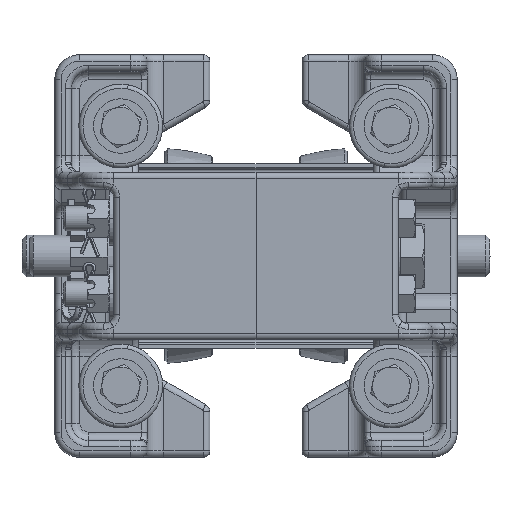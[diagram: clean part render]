
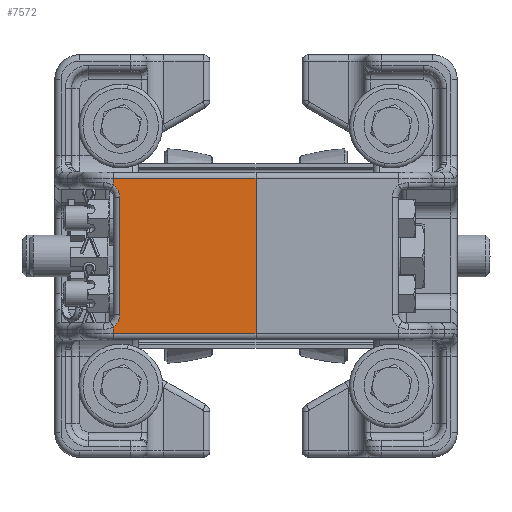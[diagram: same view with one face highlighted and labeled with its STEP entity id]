
A CAD part, front view. The second image highlights one B-rep face of the part: STEP entity #7572.
In plain terms, the highlighted planar face has unit normal (0, -1, 0).
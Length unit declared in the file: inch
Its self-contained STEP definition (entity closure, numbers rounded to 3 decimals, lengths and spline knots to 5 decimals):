
#752=CARTESIAN_POINT('',(1.31266,-3.60512,1.15625));
#753=VERTEX_POINT('',#752);
#763=CARTESIAN_POINT('',(1.31266,-3.60512,-1.15625));
#764=VERTEX_POINT('',#763);
#765=CARTESIAN_POINT('',(1.31266,-3.60512,-1.15625));
#766=DIRECTION('',(0.0,0.0,1.0));
#767=VECTOR('',#766,2.3125);
#768=LINE('',#765,#767);
#769=EDGE_CURVE('',#764,#753,#768,.T.);
#1169=CARTESIAN_POINT('',(-0.71859,-3.60512,-0.875));
#1170=VERTEX_POINT('',#1169);
#1178=CARTESIAN_POINT('',(-0.71859,-3.60512,0.875));
#1179=VERTEX_POINT('',#1178);
#1180=CARTESIAN_POINT('',(-0.71859,-3.60512,-0.875));
#1181=DIRECTION('',(0.0,0.0,1.0));
#1182=VECTOR('',#1181,1.75);
#1183=LINE('',#1180,#1182);
#1184=EDGE_CURVE('',#1170,#1179,#1183,.T.);
#1702=CARTESIAN_POINT('',(-0.81234,-3.60512,-1.05452));
#1703=VERTEX_POINT('',#1702);
#1877=CARTESIAN_POINT('',(-0.81234,-3.60512,1.05452));
#1878=VERTEX_POINT('',#1877);
#1927=CARTESIAN_POINT('',(-0.93734,-3.60512,-0.875));
#1928=DIRECTION('',(0.0,-1.0,0.0));
#1929=DIRECTION('',(1.0,0.0,0.));
#1930=AXIS2_PLACEMENT_3D('',#1927,#1928,#1929);
#1931=CIRCLE('',#1930,0.21875);
#1932=EDGE_CURVE('',#1703,#1170,#1931,.T.);
#1951=CARTESIAN_POINT('',(-0.93734,-3.60512,0.875));
#1952=DIRECTION('',(0.0,-1.0,0.0));
#1953=DIRECTION('',(1.0,0.0,0.0));
#1954=AXIS2_PLACEMENT_3D('',#1951,#1952,#1953);
#1955=CIRCLE('',#1954,0.21875);
#1956=EDGE_CURVE('',#1179,#1878,#1955,.T.);
#2497=CARTESIAN_POINT('',(-0.81234,-3.60512,1.15625));
#2498=VERTEX_POINT('',#2497);
#2499=CARTESIAN_POINT('',(-0.81234,-3.60512,1.05452));
#2500=DIRECTION('',(0.0,0.0,1.0));
#2501=VECTOR('',#2500,0.10173);
#2502=LINE('',#2499,#2501);
#2503=EDGE_CURVE('',#1878,#2498,#2502,.T.);
#2960=CARTESIAN_POINT('',(-0.81234,-3.60512,-1.15625));
#2961=VERTEX_POINT('',#2960);
#2969=CARTESIAN_POINT('',(-0.81234,-3.60512,-1.15625));
#2970=DIRECTION('',(0.0,0.0,1.0));
#2971=VECTOR('',#2970,0.10173);
#2972=LINE('',#2969,#2971);
#2973=EDGE_CURVE('',#2961,#1703,#2972,.T.);
#7279=CARTESIAN_POINT('',(1.31266,-3.60512,-1.15625));
#7280=DIRECTION('',(-1.0,0.0,0.0));
#7281=VECTOR('',#7280,2.125);
#7282=LINE('',#7279,#7281);
#7283=EDGE_CURVE('',#764,#2961,#7282,.T.);
#7552=CARTESIAN_POINT('',(1.68766,-3.60512,1.25));
#7553=DIRECTION('',(0.0,-1.0,0.0));
#7554=DIRECTION('',(0.0,0.0,-1.0));
#7555=AXIS2_PLACEMENT_3D('',#7552,#7553,#7554);
#7556=PLANE('',#7555);
#7557=ORIENTED_EDGE('',*,*,#769,.T.);
#7558=CARTESIAN_POINT('',(-0.81234,-3.60512,1.15625));
#7559=DIRECTION('',(1.0,0.0,0.0));
#7560=VECTOR('',#7559,2.125);
#7561=LINE('',#7558,#7560);
#7562=EDGE_CURVE('',#2498,#753,#7561,.T.);
#7563=ORIENTED_EDGE('',*,*,#7562,.F.);
#7564=ORIENTED_EDGE('',*,*,#2503,.F.);
#7565=ORIENTED_EDGE('',*,*,#1956,.F.);
#7566=ORIENTED_EDGE('',*,*,#1184,.F.);
#7567=ORIENTED_EDGE('',*,*,#1932,.F.);
#7568=ORIENTED_EDGE('',*,*,#2973,.F.);
#7569=ORIENTED_EDGE('',*,*,#7283,.F.);
#7570=EDGE_LOOP('',(#7557,#7563,#7564,#7565,#7566,#7567,#7568,#7569));
#7571=FACE_OUTER_BOUND('',#7570,.T.);
#7572=ADVANCED_FACE('',(#7571),#7556,.T.);
